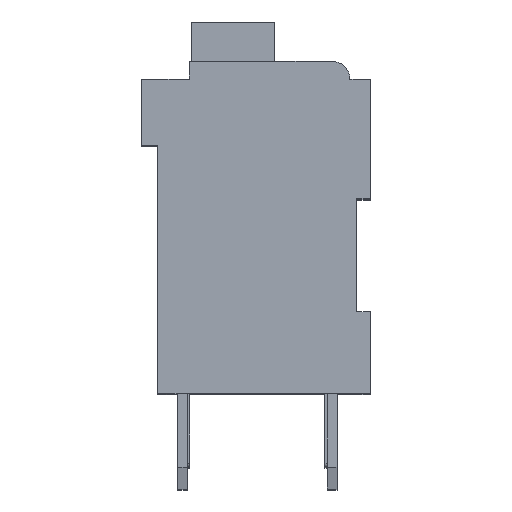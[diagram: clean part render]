
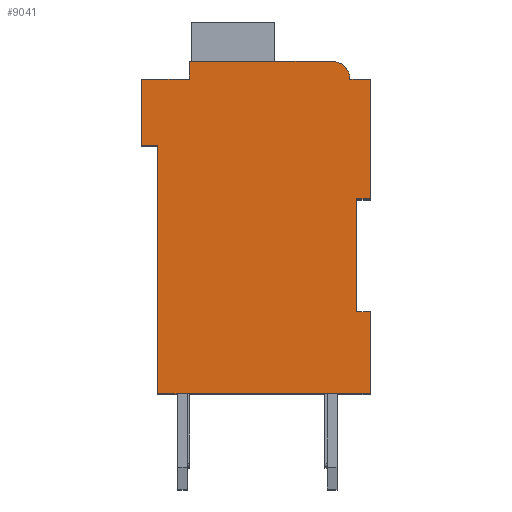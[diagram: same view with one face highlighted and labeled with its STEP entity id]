
A CAD part, top view. The second image highlights one B-rep face of the part: STEP entity #9041.
In plain terms, the highlighted planar face has unit normal (0, 0, 1).
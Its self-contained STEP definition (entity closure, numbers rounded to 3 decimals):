
#1562=DIRECTION('',(1.,0.,0.));
#1563=VECTOR('',#1562,0.5);
#1564=CARTESIAN_POINT('',(7.3,7.15,2.1));
#1565=LINE('',#1564,#1563);
#1566=DIRECTION('',(0.,1.,0.));
#1567=VECTOR('',#1566,4.15);
#1568=CARTESIAN_POINT('',(7.3,3.,2.1));
#1569=LINE('',#1568,#1567);
#1570=DIRECTION('',(-1.,0.,0.));
#1571=VECTOR('',#1570,0.5);
#1572=CARTESIAN_POINT('',(7.8,3.,2.1));
#1573=LINE('',#1572,#1571);
#1574=DIRECTION('',(0.,1.,0.));
#1575=VECTOR('',#1574,3.);
#1576=CARTESIAN_POINT('',(7.8,0.,2.1));
#1577=LINE('',#1576,#1575);
#1578=DIRECTION('',(1.,0.,0.));
#1579=VECTOR('',#1578,7.8);
#1580=CARTESIAN_POINT('',(0.,0.,2.1));
#1581=LINE('',#1580,#1579);
#1582=DIRECTION('',(0.,-1.,0.));
#1583=VECTOR('',#1582,9.1);
#1584=CARTESIAN_POINT('',(0.,9.1,2.1));
#1585=LINE('',#1584,#1583);
#1586=DIRECTION('',(1.,0.,0.));
#1587=VECTOR('',#1586,0.6);
#1588=CARTESIAN_POINT('',(-0.6,9.1,2.1));
#1589=LINE('',#1588,#1587);
#1590=DIRECTION('',(0.,-1.,0.));
#1591=VECTOR('',#1590,2.45);
#1592=CARTESIAN_POINT('',(-0.6,11.55,2.1));
#1593=LINE('',#1592,#1591);
#1594=DIRECTION('',(-1.,0.,0.));
#1595=VECTOR('',#1594,1.75);
#1596=CARTESIAN_POINT('',(1.15,11.55,2.1));
#1597=LINE('',#1596,#1595);
#1598=DIRECTION('',(0.,-1.,0.));
#1599=VECTOR('',#1598,0.65);
#1600=CARTESIAN_POINT('',(1.15,12.2,2.1));
#1601=LINE('',#1600,#1599);
#1602=DIRECTION('',(-1.,0.,0.));
#1603=VECTOR('',#1602,5.25);
#1604=CARTESIAN_POINT('',(6.4,12.2,2.1));
#1605=LINE('',#1604,#1603);
#1606=CARTESIAN_POINT('',(6.4,11.55,2.1));
#1607=DIRECTION('',(0.,0.,1.));
#1608=DIRECTION('',(1.,0.,0.));
#1609=AXIS2_PLACEMENT_3D('',#1606,#1607,#1608);
#1611=DIRECTION('',(-1.,0.,0.));
#1612=VECTOR('',#1611,0.75);
#1613=CARTESIAN_POINT('',(7.8,11.55,2.1));
#1614=LINE('',#1613,#1612);
#1615=DIRECTION('',(0.,1.,0.));
#1616=VECTOR('',#1615,4.4);
#1617=CARTESIAN_POINT('',(7.8,7.15,2.1));
#1618=LINE('',#1617,#1616);
#5737=CARTESIAN_POINT('',(7.3,7.15,2.1));
#5738=CARTESIAN_POINT('',(7.8,7.15,2.1));
#5739=VERTEX_POINT('',#5737);
#5740=VERTEX_POINT('',#5738);
#5741=CARTESIAN_POINT('',(7.8,11.55,2.1));
#5742=VERTEX_POINT('',#5741);
#5743=CARTESIAN_POINT('',(7.05,11.55,2.1));
#5744=VERTEX_POINT('',#5743);
#5745=CARTESIAN_POINT('',(6.4,12.2,2.1));
#5746=VERTEX_POINT('',#5745);
#5747=CARTESIAN_POINT('',(1.15,12.2,2.1));
#5748=VERTEX_POINT('',#5747);
#5749=CARTESIAN_POINT('',(1.15,11.55,2.1));
#5750=VERTEX_POINT('',#5749);
#5751=CARTESIAN_POINT('',(-0.6,11.55,2.1));
#5752=VERTEX_POINT('',#5751);
#5753=CARTESIAN_POINT('',(-0.6,9.1,2.1));
#5754=VERTEX_POINT('',#5753);
#5755=CARTESIAN_POINT('',(0.,9.1,2.1));
#5756=VERTEX_POINT('',#5755);
#5757=CARTESIAN_POINT('',(0.,0.,2.1));
#5758=VERTEX_POINT('',#5757);
#5759=CARTESIAN_POINT('',(7.8,0.,2.1));
#5760=VERTEX_POINT('',#5759);
#5761=CARTESIAN_POINT('',(7.8,3.,2.1));
#5762=VERTEX_POINT('',#5761);
#5763=CARTESIAN_POINT('',(7.3,3.,2.1));
#5764=VERTEX_POINT('',#5763);
#9017=CARTESIAN_POINT('',(0.,0.,2.1));
#9018=DIRECTION('',(0.,0.,1.));
#9019=DIRECTION('',(1.,0.,0.));
#9020=AXIS2_PLACEMENT_3D('',#9017,#9018,#9019);
#9021=PLANE('',#9020);
#9022=ORIENTED_EDGE('',*,*,#7538,.F.);
#9023=ORIENTED_EDGE('',*,*,#7859,.F.);
#9025=ORIENTED_EDGE('',*,*,#9024,.F.);
#9027=ORIENTED_EDGE('',*,*,#9026,.F.);
#9029=ORIENTED_EDGE('',*,*,#9028,.F.);
#9030=ORIENTED_EDGE('',*,*,#7976,.F.);
#9031=ORIENTED_EDGE('',*,*,#8048,.F.);
#9032=ORIENTED_EDGE('',*,*,#8172,.F.);
#9033=ORIENTED_EDGE('',*,*,#8301,.F.);
#9034=ORIENTED_EDGE('',*,*,#8370,.F.);
#9035=ORIENTED_EDGE('',*,*,#8594,.F.);
#9036=ORIENTED_EDGE('',*,*,#8903,.F.);
#9037=ORIENTED_EDGE('',*,*,#8831,.F.);
#9038=ORIENTED_EDGE('',*,*,#7715,.F.);
#9039=EDGE_LOOP('',(#9022,#9023,#9025,#9027,#9029,#9030,#9031,#9032,#9033,#9034,
#9035,#9036,#9037,#9038));
#9040=FACE_OUTER_BOUND('',#9039,.F.);
#1610=CIRCLE('',#1609,0.65);
#7538=EDGE_CURVE('',#5739,#5740,#1565,.T.);
#7715=EDGE_CURVE('',#5740,#5742,#1618,.T.);
#7859=EDGE_CURVE('',#5764,#5739,#1569,.T.);
#7976=EDGE_CURVE('',#5756,#5758,#1585,.T.);
#8048=EDGE_CURVE('',#5754,#5756,#1589,.T.);
#8172=EDGE_CURVE('',#5752,#5754,#1593,.T.);
#8301=EDGE_CURVE('',#5750,#5752,#1597,.T.);
#8370=EDGE_CURVE('',#5748,#5750,#1601,.T.);
#8594=EDGE_CURVE('',#5746,#5748,#1605,.T.);
#8831=EDGE_CURVE('',#5742,#5744,#1614,.T.);
#8903=EDGE_CURVE('',#5744,#5746,#1610,.T.);
#9024=EDGE_CURVE('',#5762,#5764,#1573,.T.);
#9026=EDGE_CURVE('',#5760,#5762,#1577,.T.);
#9028=EDGE_CURVE('',#5758,#5760,#1581,.T.);
#9041=ADVANCED_FACE('',(#9040),#9021,.T.);
